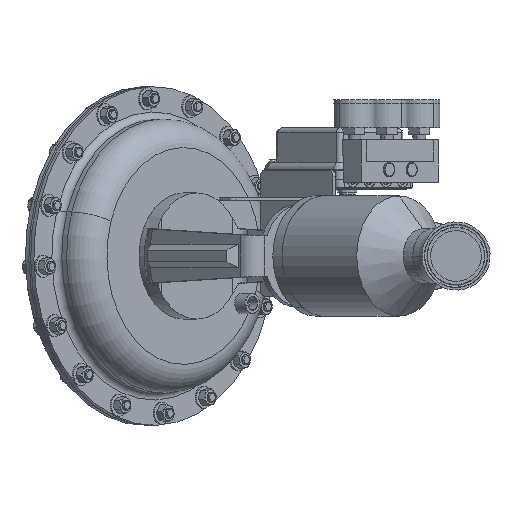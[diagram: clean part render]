
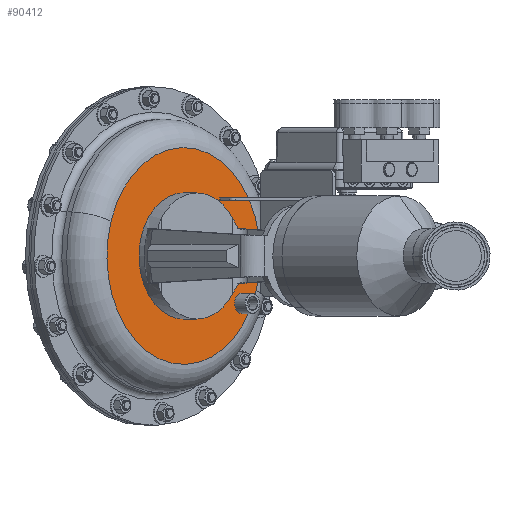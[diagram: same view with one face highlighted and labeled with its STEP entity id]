
A CAD part, left-side view. The second image highlights one B-rep face of the part: STEP entity #90412.
In plain terms, the highlighted planar face has unit normal (-0.707, -0.707, 0).
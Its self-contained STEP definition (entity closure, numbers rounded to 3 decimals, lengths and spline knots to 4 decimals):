
#539 = CIRCLE ( 'NONE', #51585, 2.325 ) ;
#966 = DIRECTION ( 'NONE',  ( -0.707, -0.707, 0. ) ) ;
#1606 = VERTEX_POINT ( 'NONE', #14774 ) ;
#1884 = DIRECTION ( 'NONE',  ( -0.707, -0.707, 0. ) ) ;
#2476 = PLANE ( 'NONE',  #84985 ) ;
#4133 = FACE_BOUND ( 'NONE', #68265, .T. ) ;
#4826 = AXIS2_PLACEMENT_3D ( 'NONE', #50472, #78789, #35746 ) ;
#4828 = CARTESIAN_POINT ( 'NONE',  ( 11.2973, 10.0473, 0. ) ) ;
#5071 = EDGE_LOOP ( 'NONE', ( #45671, #61045 ) ) ;
#6105 = EDGE_CURVE ( 'NONE', #47930, #1606, #22322, .T. ) ;
#6234 = CARTESIAN_POINT ( 'NONE',  ( 11.2973, 10.0473, 0. ) ) ;
#8887 = ORIENTED_EDGE ( 'NONE', *, *, #36618, .F. ) ;
#10919 = FACE_BOUND ( 'NONE', #44781, .T. ) ;
#11447 = AXIS2_PLACEMENT_3D ( 'NONE', #22362, #966, #37065 ) ;
#14774 = CARTESIAN_POINT ( 'NONE',  ( 13.5066, 7.838, -2.1132 ) ) ;
#14955 = VERTEX_POINT ( 'NONE', #59774 ) ;
#17733 = DIRECTION ( 'NONE',  ( 0.707, 0.707, 0. ) ) ;
#19966 = CARTESIAN_POINT ( 'NONE',  ( 13.3746, 7.97, -1.3868 ) ) ;
#22322 = CIRCLE ( 'NONE', #69097, 0.375 ) ;
#22362 = CARTESIAN_POINT ( 'NONE',  ( 11.2973, 10.0473, 0. ) ) ;
#23287 = FACE_OUTER_BOUND ( 'NONE', #5071, .T. ) ;
#24954 = DIRECTION ( 'NONE',  ( 0.176, -0.176, -0.969 ) ) ;
#28585 = ORIENTED_EDGE ( 'NONE', *, *, #42937, .T. ) ;
#29351 = EDGE_CURVE ( 'NONE', #65201, #62858, #30428, .T. ) ;
#30428 = CIRCLE ( 'NONE', #4826, 4. ) ;
#34737 = CARTESIAN_POINT ( 'NONE',  ( 13.4406, 7.904, -1.75 ) ) ;
#35746 = DIRECTION ( 'NONE',  ( 0.67, -0.67, -0.321 ) ) ;
#36618 = EDGE_CURVE ( 'NONE', #39025, #14955, #539, .T. ) ;
#37065 = DIRECTION ( 'NONE',  ( 0.707, -0.707, 0. ) ) ;
#39025 = VERTEX_POINT ( 'NONE', #85486 ) ;
#40447 = ORIENTED_EDGE ( 'NONE', *, *, #6105, .T. ) ;
#40991 = CIRCLE ( 'NONE', #11447, 2.325 ) ;
#42937 = EDGE_CURVE ( 'NONE', #1606, #47930, #75125, .T. ) ;
#44781 = EDGE_LOOP ( 'NONE', ( #8887, #46295 ) ) ;
#45131 = AXIS2_PLACEMENT_3D ( 'NONE', #34737, #62342, #84373 ) ;
#45671 = ORIENTED_EDGE ( 'NONE', *, *, #29351, .F. ) ;
#46295 = ORIENTED_EDGE ( 'NONE', *, *, #54065, .F. ) ;
#47930 = VERTEX_POINT ( 'NONE', #19966 ) ;
#49661 = DIRECTION ( 'NONE',  ( 0.67, -0.67, -0.321 ) ) ;
#50472 = CARTESIAN_POINT ( 'NONE',  ( 11.2973, 10.0473, 0. ) ) ;
#51585 = AXIS2_PLACEMENT_3D ( 'NONE', #6234, #85380, #69944 ) ;
#54065 = EDGE_CURVE ( 'NONE', #14955, #39025, #40991, .T. ) ;
#59774 = CARTESIAN_POINT ( 'NONE',  ( 11.2973, 10.0473, 2.325 ) ) ;
#59885 = CARTESIAN_POINT ( 'NONE',  ( 10.3881, 10.9564, -3.7877 ) ) ;
#60901 = CIRCLE ( 'NONE', #82158, 4. ) ;
#61045 = ORIENTED_EDGE ( 'NONE', *, *, #69527, .F. ) ;
#62342 = DIRECTION ( 'NONE',  ( 0.707, 0.707, 0. ) ) ;
#62858 = VERTEX_POINT ( 'NONE', #86242 ) ;
#65201 = VERTEX_POINT ( 'NONE', #75959 ) ;
#68265 = EDGE_LOOP ( 'NONE', ( #28585, #40447 ) ) ;
#69097 = AXIS2_PLACEMENT_3D ( 'NONE', #82697, #17733, #24954 ) ;
#69527 = EDGE_CURVE ( 'NONE', #62858, #65201, #60901, .T. ) ;
#69944 = DIRECTION ( 'NONE',  ( 0.707, -0.707, 0. ) ) ;
#70419 = DIRECTION ( 'NONE',  ( 0.707, 0.707, 0. ) ) ;
#75020 = DIRECTION ( 'NONE',  ( -0.67, 0.67, 0.321 ) ) ;
#75125 = CIRCLE ( 'NONE', #45131, 0.375 ) ;
#75959 = CARTESIAN_POINT ( 'NONE',  ( 13.9756, 7.369, -1.2858 ) ) ;
#78789 = DIRECTION ( 'NONE',  ( 0.707, 0.707, 0. ) ) ;
#82158 = AXIS2_PLACEMENT_3D ( 'NONE', #4828, #70419, #49661 ) ;
#82697 = CARTESIAN_POINT ( 'NONE',  ( 13.4406, 7.904, -1.75 ) ) ;
#84373 = DIRECTION ( 'NONE',  ( 0.176, -0.176, -0.969 ) ) ;
#84985 = AXIS2_PLACEMENT_3D ( 'NONE', #59885, #1884, #75020 ) ;
#85380 = DIRECTION ( 'NONE',  ( -0.707, -0.707, 0. ) ) ;
#85486 = CARTESIAN_POINT ( 'NONE',  ( 11.2973, 10.0473, -2.325 ) ) ;
#86242 = CARTESIAN_POINT ( 'NONE',  ( 8.619, 12.7256, 1.2858 ) ) ;
#90412 = ADVANCED_FACE ( 'NONE', ( #10919, #23287, #4133 ), #2476, .T. ) ;
